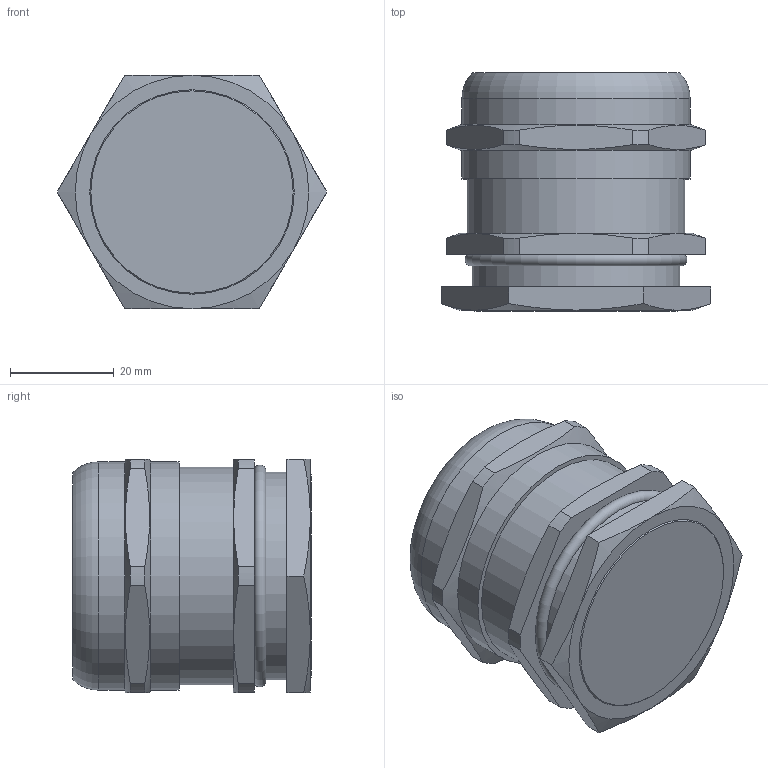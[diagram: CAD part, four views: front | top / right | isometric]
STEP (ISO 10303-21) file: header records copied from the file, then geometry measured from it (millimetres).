
FILE_DESCRIPTION(/* description */ (''),/* implementation_level */ '2;1');
FILE_NAME(/* name */ 'Сборка М40.stp',/* time_stamp */ '2016-07-05T13:01:09+06:00',/* author */ ('zeta-09'),/* organization */ (''),/* preprocessor_version */ 'ST-DEVELOPER v15.6',/* originating_system */ 'Autodesk Inventor 2015',/* authorisation */ '');
FILE_SCHEMA (('AUTOMOTIVE_DESIGN { 1 0 10303 214 3 1 1 }'));
Length unit declared in the file: centimetre
Products named in the file (1): Сборка М40
Bounding box: 51.96 x 46 x 45 mm (x, y, z)
Volume: 69115.2 mm3; surface area: 11243.6 mm2
Topology: 1 solids, 1 shells, 60 faces, 142 edges, 90 vertices
Faces by surface type: plane 26, cylinder 17, cone 15, torus 2
Full cylindrical faces by diameter (mm): 31 x1, 40 x1, 42 x1, 44 x2
Entity records: 1699 total; most frequent: CARTESIAN_POINT 347, DIRECTION 264, ORIENTED_EDGE 256, EDGE_CURVE 128, AXIS2_PLACEMENT_3D 111, VERTEX_POINT 86, EDGE_LOOP 76, FACE_OUTER_BOUND 60
